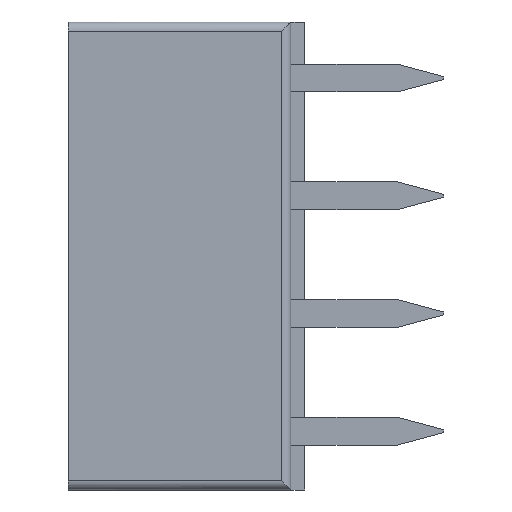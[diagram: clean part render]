
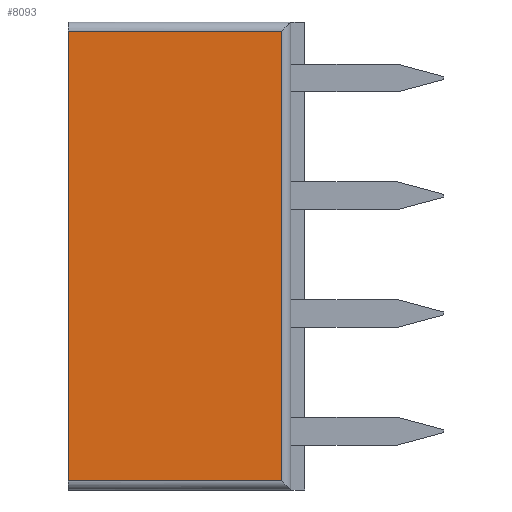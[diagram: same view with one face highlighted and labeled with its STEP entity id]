
A CAD part, left-side view. The second image highlights one B-rep face of the part: STEP entity #8093.
In plain terms, the highlighted planar face has unit normal (-1, 0, 0).
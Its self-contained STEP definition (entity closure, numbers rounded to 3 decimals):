
#134 = DIRECTION ( 'NONE',  ( 0., 1., 0. ) ) ;
#218 = VECTOR ( 'NONE', #8438, 1000. ) ;
#640 = CARTESIAN_POINT ( 'NONE',  ( -4.95, 5.1, 9.9 ) ) ;
#971 = CARTESIAN_POINT ( 'NONE',  ( -4.95, 5.1, 0.2 ) ) ;
#1535 = CARTESIAN_POINT ( 'NONE',  ( -4.95, 0.5, 9.9 ) ) ;
#1749 = LINE ( 'NONE', #9262, #218 ) ;
#1878 = CARTESIAN_POINT ( 'NONE',  ( -4.95, 5.1, 0. ) ) ;
#2146 = ORIENTED_EDGE ( 'NONE', *, *, #12065, .T. ) ;
#2180 = DIRECTION ( 'NONE',  ( -1., 0., 0. ) ) ;
#2300 = LINE ( 'NONE', #7034, #5039 ) ;
#2315 = PLANE ( 'NONE',  #4912 ) ;
#2613 = EDGE_CURVE ( 'NONE', #5025, #3734, #9007, .T. ) ;
#2759 = ORIENTED_EDGE ( 'NONE', *, *, #4384, .T. ) ;
#2809 = LINE ( 'NONE', #1878, #3127 ) ;
#3127 = VECTOR ( 'NONE', #5742, 1000. ) ;
#3169 = DIRECTION ( 'NONE',  ( 0., 0., 1. ) ) ;
#3734 = VERTEX_POINT ( 'NONE', #971 ) ;
#4384 = EDGE_CURVE ( 'NONE', #6556, #11904, #1749, .T. ) ;
#4912 = AXIS2_PLACEMENT_3D ( 'NONE', #11052, #2180, #3169 ) ;
#5025 = VERTEX_POINT ( 'NONE', #6990 ) ;
#5039 = VECTOR ( 'NONE', #9931, 1000. ) ;
#5742 = DIRECTION ( 'NONE',  ( 0., 0., -1. ) ) ;
#5948 = ORIENTED_EDGE ( 'NONE', *, *, #6441, .F. ) ;
#6325 = ORIENTED_EDGE ( 'NONE', *, *, #2613, .F. ) ;
#6441 = EDGE_CURVE ( 'NONE', #6556, #5025, #2300, .T. ) ;
#6556 = VERTEX_POINT ( 'NONE', #1535 ) ;
#6990 = CARTESIAN_POINT ( 'NONE',  ( -4.95, 0.5, 0.2 ) ) ;
#7034 = CARTESIAN_POINT ( 'NONE',  ( -4.95, 0.5, 0. ) ) ;
#7783 = EDGE_LOOP ( 'NONE', ( #2759, #2146, #6325, #5948 ) ) ;
#8093 = ADVANCED_FACE ( 'NONE', ( #11496 ), #2315, .T. ) ;
#8438 = DIRECTION ( 'NONE',  ( 0., 1., 0. ) ) ;
#8821 = CARTESIAN_POINT ( 'NONE',  ( -4.95, 3.745, 0.2 ) ) ;
#9007 = LINE ( 'NONE', #8821, #10358 ) ;
#9262 = CARTESIAN_POINT ( 'NONE',  ( -4.95, 5.1, 9.9 ) ) ;
#9931 = DIRECTION ( 'NONE',  ( 0., 0., -1. ) ) ;
#10358 = VECTOR ( 'NONE', #134, 1000. ) ;
#11052 = CARTESIAN_POINT ( 'NONE',  ( -4.95, 5.1, 0. ) ) ;
#11496 = FACE_OUTER_BOUND ( 'NONE', #7783, .T. ) ;
#11904 = VERTEX_POINT ( 'NONE', #640 ) ;
#12065 = EDGE_CURVE ( 'NONE', #11904, #3734, #2809, .T. ) ;
